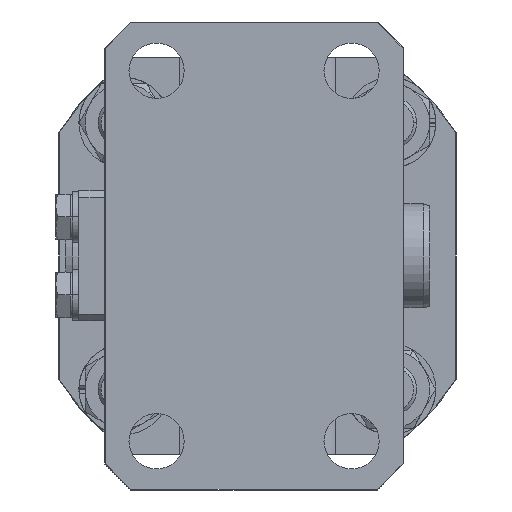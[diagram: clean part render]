
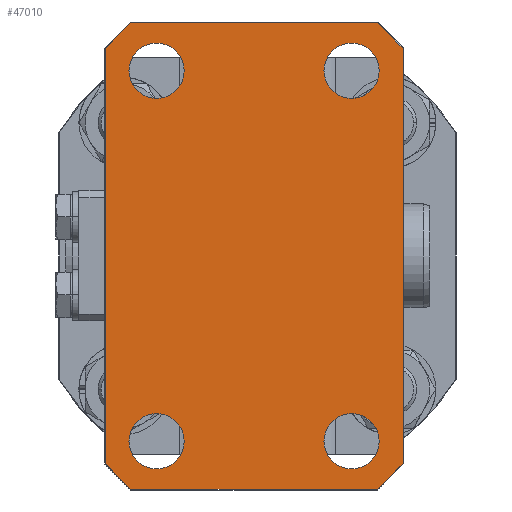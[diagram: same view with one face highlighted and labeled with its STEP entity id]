
A CAD part, left-side view. The second image highlights one B-rep face of the part: STEP entity #47010.
In plain terms, the highlighted planar face has unit normal (-1, 0, 0).
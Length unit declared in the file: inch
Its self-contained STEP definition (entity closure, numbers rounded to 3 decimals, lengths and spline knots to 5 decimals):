
#62 = DIRECTION ( 'NONE',  ( 0., -0.707, -0.707 ) ) ;
#840 = CARTESIAN_POINT ( 'NONE',  ( -12.8125, -1.401, 1.99793 ) ) ;
#937 = CARTESIAN_POINT ( 'NONE',  ( -12.8125, 0.969, 1.781 ) ) ;
#1041 = CIRCLE ( 'NONE', #7429, 0.2656 ) ;
#1352 = ORIENTED_EDGE ( 'NONE', *, *, #8786, .T. ) ;
#1429 = DIRECTION ( 'NONE',  ( 0., 0., -1. ) ) ;
#1577 = ORIENTED_EDGE ( 'NONE', *, *, #34637, .T. ) ;
#2040 = DIRECTION ( 'NONE',  ( 0., 1., 0. ) ) ;
#2144 = DIRECTION ( 'NONE',  ( 0., 0., -1. ) ) ;
#2231 = CARTESIAN_POINT ( 'NONE',  ( -12.8125, -1.15393, -2.245 ) ) ;
#2554 = EDGE_CURVE ( 'NONE', #14595, #24251, #42670, .T. ) ;
#2967 = CARTESIAN_POINT ( 'NONE',  ( -12.8125, -0.906, 2.0466 ) ) ;
#3461 = CARTESIAN_POINT ( 'NONE',  ( -12.8125, 1.464, 1.99793 ) ) ;
#3588 = DIRECTION ( 'NONE',  ( 0., 0., -1. ) ) ;
#4191 = CARTESIAN_POINT ( 'NONE',  ( -12.8125, -0.906, -1.5154 ) ) ;
#4290 = EDGE_CURVE ( 'NONE', #40865, #21192, #20438, .T. ) ;
#4424 = DIRECTION ( 'NONE',  ( 0., -0.707, 0.707 ) ) ;
#4670 = ORIENTED_EDGE ( 'NONE', *, *, #30480, .T. ) ;
#4762 = CIRCLE ( 'NONE', #32742, 0.2656 ) ;
#4852 = DIRECTION ( 'NONE',  ( 0., 0., 1. ) ) ;
#5307 = VERTEX_POINT ( 'NONE', #840 ) ;
#5321 = EDGE_CURVE ( 'NONE', #20795, #5307, #23829, .T. ) ;
#5433 = DIRECTION ( 'NONE',  ( 1., 0., 0. ) ) ;
#7176 = VERTEX_POINT ( 'NONE', #47251 ) ;
#7429 = AXIS2_PLACEMENT_3D ( 'NONE', #43518, #9113, #24348 ) ;
#7435 = CARTESIAN_POINT ( 'NONE',  ( -12.8125, -1.68371, 1.71521 ) ) ;
#7554 = LINE ( 'NONE', #34381, #32886 ) ;
#7567 = VERTEX_POINT ( 'NONE', #20378 ) ;
#7721 = DIRECTION ( 'NONE',  ( 1., 0., 0. ) ) ;
#7789 = ORIENTED_EDGE ( 'NONE', *, *, #2554, .T. ) ;
#7986 = AXIS2_PLACEMENT_3D ( 'NONE', #42099, #7721, #22958 ) ;
#8786 = EDGE_CURVE ( 'NONE', #24251, #14595, #40213, .T. ) ;
#8910 = ORIENTED_EDGE ( 'NONE', *, *, #16754, .T. ) ;
#9113 = DIRECTION ( 'NONE',  ( 1., 0., 0. ) ) ;
#9318 = ORIENTED_EDGE ( 'NONE', *, *, #13540, .T. ) ;
#9427 = EDGE_CURVE ( 'NONE', #19731, #40865, #14385, .T. ) ;
#10758 = CARTESIAN_POINT ( 'NONE',  ( -12.8125, 0.969, 1.781 ) ) ;
#11071 = PLANE ( 'NONE',  #17838 ) ;
#11484 = DIRECTION ( 'NONE',  ( 0., 0., -1. ) ) ;
#11555 = VERTEX_POINT ( 'NONE', #24462 ) ;
#11735 = DIRECTION ( 'NONE',  ( 0., -1., 0. ) ) ;
#12214 = VECTOR ( 'NONE', #45024, 39.37008 ) ;
#13128 = EDGE_LOOP ( 'NONE', ( #7789, #1352 ) ) ;
#13540 = EDGE_CURVE ( 'NONE', #7176, #39000, #30731, .T. ) ;
#14385 = LINE ( 'NONE', #29643, #12214 ) ;
#14430 = VECTOR ( 'NONE', #2040, 39.37008 ) ;
#14595 = VERTEX_POINT ( 'NONE', #16571 ) ;
#14817 = CARTESIAN_POINT ( 'NONE',  ( -12.8125, 0.969, 2.0466 ) ) ;
#14840 = FACE_BOUND ( 'NONE', #36390, .T. ) ;
#15341 = CARTESIAN_POINT ( 'NONE',  ( -12.8125, 0.0315, 0. ) ) ;
#15906 = VECTOR ( 'NONE', #1429, 39.37008 ) ;
#16208 = AXIS2_PLACEMENT_3D ( 'NONE', #30488, #45881, #11484 ) ;
#16219 = DIRECTION ( 'NONE',  ( 1., 0., 0. ) ) ;
#16571 = CARTESIAN_POINT ( 'NONE',  ( -12.8125, 0.969, 1.5154 ) ) ;
#16754 = EDGE_CURVE ( 'NONE', #41960, #33362, #4762, .T. ) ;
#17037 = EDGE_CURVE ( 'NONE', #40809, #37361, #28717, .T. ) ;
#17208 = AXIS2_PLACEMENT_3D ( 'NONE', #28183, #5433, #20679 ) ;
#17314 = EDGE_LOOP ( 'NONE', ( #29098, #1577 ) ) ;
#17838 = AXIS2_PLACEMENT_3D ( 'NONE', #15341, #30587, #45997 ) ;
#18434 = VECTOR ( 'NONE', #22699, 39.37008 ) ;
#18541 = AXIS2_PLACEMENT_3D ( 'NONE', #10758, #25997, #41373 ) ;
#19142 = VECTOR ( 'NONE', #11735, 39.37008 ) ;
#19177 = ORIENTED_EDGE ( 'NONE', *, *, #9427, .T. ) ;
#19385 = EDGE_CURVE ( 'NONE', #7567, #19731, #21017, .T. ) ;
#19613 = ORIENTED_EDGE ( 'NONE', *, *, #45819, .T. ) ;
#19731 = VERTEX_POINT ( 'NONE', #35754 ) ;
#20378 = CARTESIAN_POINT ( 'NONE',  ( -12.8125, -1.15393, 2.245 ) ) ;
#20438 = LINE ( 'NONE', #35766, #15906 ) ;
#20679 = DIRECTION ( 'NONE',  ( 0., 0., -1. ) ) ;
#20795 = VERTEX_POINT ( 'NONE', #35213 ) ;
#21017 = LINE ( 'NONE', #36381, #14430 ) ;
#21132 = CARTESIAN_POINT ( 'NONE',  ( -12.8125, -0.906, -1.781 ) ) ;
#21192 = VERTEX_POINT ( 'NONE', #47514 ) ;
#21441 = CARTESIAN_POINT ( 'NONE',  ( -12.8125, -0.906, -2.0466 ) ) ;
#22565 = CARTESIAN_POINT ( 'NONE',  ( -12.8125, -0.906, 1.781 ) ) ;
#22699 = DIRECTION ( 'NONE',  ( 0., 0.707, 0.707 ) ) ;
#22778 = EDGE_LOOP ( 'NONE', ( #27814, #8910 ) ) ;
#22958 = DIRECTION ( 'NONE',  ( 0., 0., -1. ) ) ;
#23392 = LINE ( 'NONE', #38764, #38853 ) ;
#23584 = EDGE_CURVE ( 'NONE', #37361, #40809, #37844, .T. ) ;
#23829 = LINE ( 'NONE', #39215, #43724 ) ;
#24238 = VERTEX_POINT ( 'NONE', #33352 ) ;
#24251 = VERTEX_POINT ( 'NONE', #14817 ) ;
#24348 = DIRECTION ( 'NONE',  ( 0., 0., -1. ) ) ;
#24462 = CARTESIAN_POINT ( 'NONE',  ( -12.8125, 0.969, -1.5154 ) ) ;
#25997 = DIRECTION ( 'NONE',  ( 1., 0., 0. ) ) ;
#27014 = EDGE_LOOP ( 'NONE', ( #27597, #19613, #34988, #19177, #43470, #4670, #9318, #40828 ) ) ;
#27597 = ORIENTED_EDGE ( 'NONE', *, *, #5321, .T. ) ;
#27814 = ORIENTED_EDGE ( 'NONE', *, *, #28750, .T. ) ;
#28183 = CARTESIAN_POINT ( 'NONE',  ( -12.8125, 0.969, -1.781 ) ) ;
#28717 = CIRCLE ( 'NONE', #35182, 0.2656 ) ;
#28750 = EDGE_CURVE ( 'NONE', #33362, #41960, #1041, .T. ) ;
#29098 = ORIENTED_EDGE ( 'NONE', *, *, #37617, .T. ) ;
#29538 = CIRCLE ( 'NONE', #7986, 0.2656 ) ;
#29643 = CARTESIAN_POINT ( 'NONE',  ( -12.8125, 1.74671, 1.71521 ) ) ;
#30100 = FACE_BOUND ( 'NONE', #17314, .T. ) ;
#30480 = EDGE_CURVE ( 'NONE', #21192, #7176, #7554, .T. ) ;
#30488 = CARTESIAN_POINT ( 'NONE',  ( -12.8125, -0.906, 1.781 ) ) ;
#30587 = DIRECTION ( 'NONE',  ( -1., 0., 0. ) ) ;
#30731 = LINE ( 'NONE', #46139, #19142 ) ;
#31473 = DIRECTION ( 'NONE',  ( 0., 0., -1. ) ) ;
#32742 = AXIS2_PLACEMENT_3D ( 'NONE', #21132, #36490, #2144 ) ;
#32886 = VECTOR ( 'NONE', #62, 39.37008 ) ;
#33352 = CARTESIAN_POINT ( 'NONE',  ( -12.8125, 0.969, -2.0466 ) ) ;
#33362 = VERTEX_POINT ( 'NONE', #21441 ) ;
#33902 = FACE_OUTER_BOUND ( 'NONE', #27014, .T. ) ;
#34124 = EDGE_CURVE ( 'NONE', #39000, #20795, #23392, .T. ) ;
#34381 = CARTESIAN_POINT ( 'NONE',  ( -12.8125, 1.74671, -1.71521 ) ) ;
#34637 = EDGE_CURVE ( 'NONE', #11555, #24238, #38877, .T. ) ;
#34645 = CARTESIAN_POINT ( 'NONE',  ( -12.8125, -0.906, 1.5154 ) ) ;
#34988 = ORIENTED_EDGE ( 'NONE', *, *, #19385, .T. ) ;
#35182 = AXIS2_PLACEMENT_3D ( 'NONE', #22565, #37923, #3588 ) ;
#35213 = CARTESIAN_POINT ( 'NONE',  ( -12.8125, -1.401, -1.99793 ) ) ;
#35754 = CARTESIAN_POINT ( 'NONE',  ( -12.8125, 1.21693, 2.245 ) ) ;
#35766 = CARTESIAN_POINT ( 'NONE',  ( -12.8125, 1.464, -2. ) ) ;
#36381 = CARTESIAN_POINT ( 'NONE',  ( -12.8125, 1.219, 2.245 ) ) ;
#36390 = EDGE_LOOP ( 'NONE', ( #38278, #46949 ) ) ;
#36490 = DIRECTION ( 'NONE',  ( 1., 0., 0. ) ) ;
#37361 = VERTEX_POINT ( 'NONE', #34645 ) ;
#37617 = EDGE_CURVE ( 'NONE', #24238, #11555, #29538, .T. ) ;
#37844 = CIRCLE ( 'NONE', #16208, 0.2656 ) ;
#37923 = DIRECTION ( 'NONE',  ( 1., 0., 0. ) ) ;
#38278 = ORIENTED_EDGE ( 'NONE', *, *, #23584, .T. ) ;
#38764 = CARTESIAN_POINT ( 'NONE',  ( -12.8125, -1.68371, -1.71521 ) ) ;
#38853 = VECTOR ( 'NONE', #4424, 39.37008 ) ;
#38877 = CIRCLE ( 'NONE', #17208, 0.2656 ) ;
#39000 = VERTEX_POINT ( 'NONE', #2231 ) ;
#39215 = CARTESIAN_POINT ( 'NONE',  ( -12.8125, -1.401, 2. ) ) ;
#40213 = CIRCLE ( 'NONE', #18541, 0.2656 ) ;
#40809 = VERTEX_POINT ( 'NONE', #2967 ) ;
#40828 = ORIENTED_EDGE ( 'NONE', *, *, #34124, .T. ) ;
#40865 = VERTEX_POINT ( 'NONE', #3461 ) ;
#41373 = DIRECTION ( 'NONE',  ( 0., 0., -1. ) ) ;
#41809 = LINE ( 'NONE', #7435, #18434 ) ;
#41960 = VERTEX_POINT ( 'NONE', #4191 ) ;
#42099 = CARTESIAN_POINT ( 'NONE',  ( -12.8125, 0.969, -1.781 ) ) ;
#42670 = CIRCLE ( 'NONE', #43379, 0.2656 ) ;
#43379 = AXIS2_PLACEMENT_3D ( 'NONE', #937, #16219, #31473 ) ;
#43470 = ORIENTED_EDGE ( 'NONE', *, *, #4290, .T. ) ;
#43518 = CARTESIAN_POINT ( 'NONE',  ( -12.8125, -0.906, -1.781 ) ) ;
#43724 = VECTOR ( 'NONE', #4852, 39.37008 ) ;
#45024 = DIRECTION ( 'NONE',  ( 0., 0.707, -0.707 ) ) ;
#45474 = FACE_BOUND ( 'NONE', #22778, .T. ) ;
#45819 = EDGE_CURVE ( 'NONE', #5307, #7567, #41809, .T. ) ;
#45881 = DIRECTION ( 'NONE',  ( 1., 0., 0. ) ) ;
#45997 = DIRECTION ( 'NONE',  ( 0., 0., 1. ) ) ;
#46139 = CARTESIAN_POINT ( 'NONE',  ( -12.8125, -1.156, -2.245 ) ) ;
#46949 = ORIENTED_EDGE ( 'NONE', *, *, #17037, .T. ) ;
#47010 = ADVANCED_FACE ( 'NONE', ( #33902, #49269, #14840, #30100, #45474 ), #11071, .T. ) ;
#47251 = CARTESIAN_POINT ( 'NONE',  ( -12.8125, 1.21693, -2.245 ) ) ;
#47514 = CARTESIAN_POINT ( 'NONE',  ( -12.8125, 1.464, -1.99793 ) ) ;
#49269 = FACE_BOUND ( 'NONE', #13128, .T. ) ;
